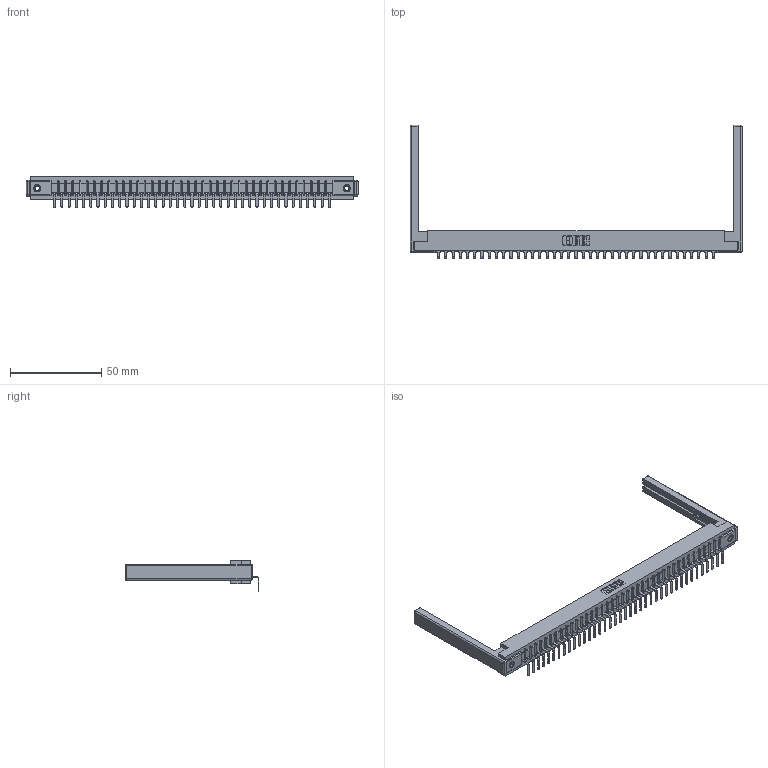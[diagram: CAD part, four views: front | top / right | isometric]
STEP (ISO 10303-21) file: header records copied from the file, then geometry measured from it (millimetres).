
FILE_DESCRIPTION (( 'STEP AP203' ), '1' );
FILE_NAME ('307-039-559-168.STEP', '2019-09-05T17:09:51', ( '' ), ( '' ), 'SwSTEP 2.0', 'SolidWorks 2016', '' );
FILE_SCHEMA (( 'CONFIG_CONTROL_DESIGN' ));
Length unit declared in the file: inch
Products named in the file (5): 307-290-001_558 559 - 1 (Single); 307-039-559-168; 307 Part_.156 Dia Mounting Holes; 345-250-001_345-250-001-102; 307-220-068
Assembly tree (44 placements, depth 2):
  307-039-559-168
    307 Part_.156 Dia Mounting Holes
    307-290-001_558 559 - 1 (Single)  x39
    307-220-068  x2
    345-250-001_345-250-001-102  x2
Bounding box: 181.97 x 73.42 x 16.8 mm (x, y, z)
Volume: 23312.6 mm3; surface area: 24354.4 mm2
Topology: 44 solids, 44 shells, 2652 faces, 7499 edges, 4818 vertices
Faces by surface type: plane 1679, cylinder 869, sphere 88, cone 12, torus 4
Entity records: 36667 total; most frequent: CARTESIAN_POINT 6141, ORIENTED_EDGE 6116, DIRECTION 5992, EDGE_CURVE 3058, VECTOR 2342, LINE 2342, VERTEX_POINT 1974, AXIS2_PLACEMENT_3D 1825
